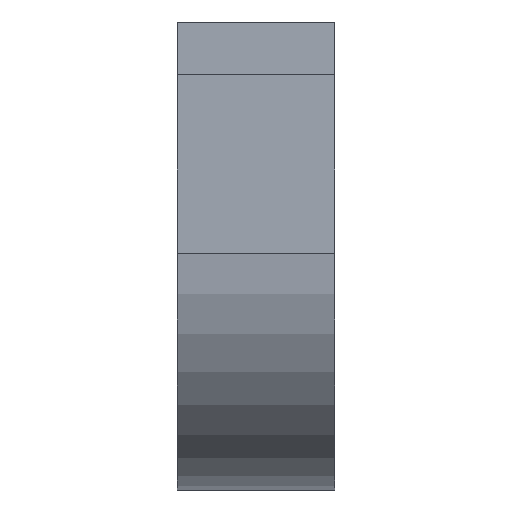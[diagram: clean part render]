
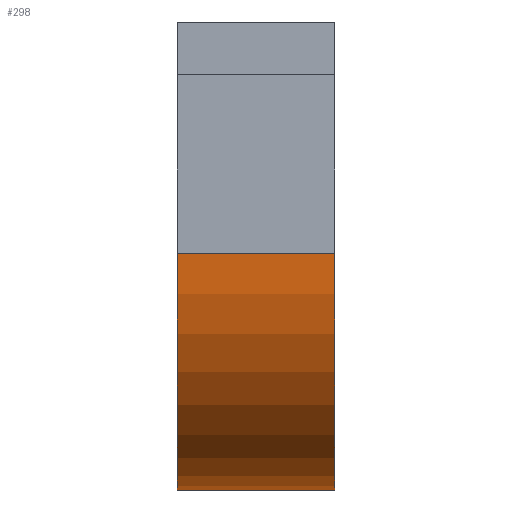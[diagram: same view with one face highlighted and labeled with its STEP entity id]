
A CAD part, left-side view. The second image highlights one B-rep face of the part: STEP entity #298.
In plain terms, the highlighted cylindrical face has radius 22.5 mm (diameter 45 mm), a partial arc.
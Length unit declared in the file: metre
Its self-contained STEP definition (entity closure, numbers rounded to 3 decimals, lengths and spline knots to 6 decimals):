
#12=CYLINDRICAL_SURFACE('',#332,0.0225);
#16=CIRCLE('',#323,0.0225);
#19=CIRCLE('',#328,0.0225);
#65=ORIENTED_EDGE('',*,*,#128,.F.);
#66=ORIENTED_EDGE('',*,*,#135,.F.);
#67=ORIENTED_EDGE('',*,*,#110,.T.);
#68=ORIENTED_EDGE('',*,*,#134,.T.);
#110=EDGE_CURVE('',#151,#150,#16,.T.);
#128=EDGE_CURVE('',#165,#166,#19,.T.);
#134=EDGE_CURVE('',#150,#166,#197,.T.);
#135=EDGE_CURVE('',#151,#165,#198,.F.);
#150=VERTEX_POINT('',#442);
#151=VERTEX_POINT('',#444);
#165=VERTEX_POINT('',#477);
#166=VERTEX_POINT('',#479);
#197=LINE('',#489,#229);
#198=LINE('',#491,#230);
#229=VECTOR('',#394,1.);
#230=VECTOR('',#397,1.);
#243=EDGE_LOOP('',(#65,#66,#67,#68));
#265=FACE_BOUND('',#243,.T.);
#298=ADVANCED_FACE('',(#265),#12,.T.);
#323=AXIS2_PLACEMENT_3D('',#443,#357,#358);
#328=AXIS2_PLACEMENT_3D('',#478,#382,#383);
#332=AXIS2_PLACEMENT_3D('',#490,#395,#396);
#357=DIRECTION('',(0.,-1.,0.));
#358=DIRECTION('',(0.,0.,-1.));
#382=DIRECTION('',(0.,-1.,0.));
#383=DIRECTION('',(0.,0.,-1.));
#394=DIRECTION('',(0.,-1.,0.));
#395=DIRECTION('',(0.,-1.,0.));
#396=DIRECTION('',(0.,0.,-1.));
#397=DIRECTION('',(0.,1.,0.));
#442=CARTESIAN_POINT('',(0.0225,0.,0.));
#443=CARTESIAN_POINT('',(0.,0.,0.));
#444=CARTESIAN_POINT('',(-0.0225,0.,0.));
#477=CARTESIAN_POINT('',(-0.0225,-0.015,0.));
#478=CARTESIAN_POINT('',(0.,-0.015,0.));
#479=CARTESIAN_POINT('',(0.0225,-0.015,0.));
#489=CARTESIAN_POINT('',(0.0225,0.,0.));
#490=CARTESIAN_POINT('',(0.,0.,0.));
#491=CARTESIAN_POINT('',(-0.0225,0.,0.));
